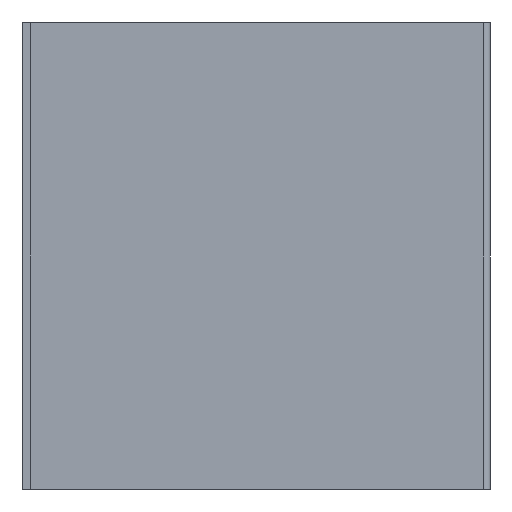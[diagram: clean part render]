
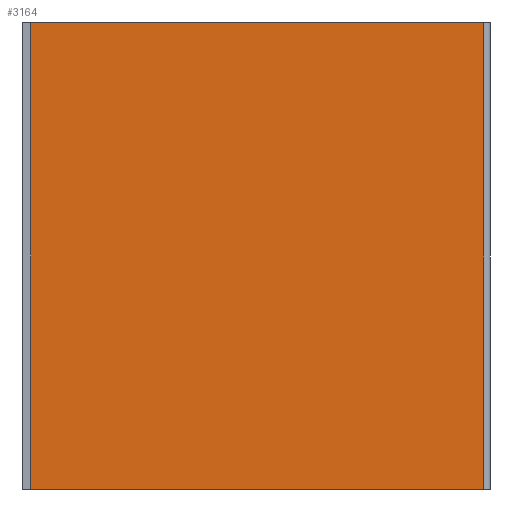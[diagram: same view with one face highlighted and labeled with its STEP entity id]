
A CAD part, left-side view. The second image highlights one B-rep face of the part: STEP entity #3164.
In plain terms, the highlighted planar face has unit normal (-1, 0, 0).
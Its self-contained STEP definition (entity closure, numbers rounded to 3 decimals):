
#223 = CARTESIAN_POINT ( 'NONE',  ( -0.1, 3.392, -0.01 ) ) ;
#263 = CARTESIAN_POINT ( 'NONE',  ( -0.1, -1.933, -5.49 ) ) ;
#623 = DIRECTION ( 'NONE',  ( 0., 0., 1. ) ) ;
#627 = FACE_OUTER_BOUND ( 'NONE', #1469, .T. ) ;
#656 = LINE ( 'NONE', #223, #3425 ) ;
#666 = ORIENTED_EDGE ( 'NONE', *, *, #966, .F. ) ;
#682 = CARTESIAN_POINT ( 'NONE',  ( -0.1, -1.933, -0.01 ) ) ;
#966 = EDGE_CURVE ( 'NONE', #3745, #2565, #2270, .T. ) ;
#1005 = CARTESIAN_POINT ( 'NONE',  ( -0.1, -1.933, -0.01 ) ) ;
#1169 = DIRECTION ( 'NONE',  ( 1., 0., 0. ) ) ;
#1184 = ORIENTED_EDGE ( 'NONE', *, *, #4063, .F. ) ;
#1297 = EDGE_CURVE ( 'NONE', #2374, #2565, #4142, .T. ) ;
#1357 = CARTESIAN_POINT ( 'NONE',  ( -0.1, 3.392, -0.01 ) ) ;
#1469 = EDGE_LOOP ( 'NONE', ( #3005, #3104, #666, #1184 ) ) ;
#1867 = CARTESIAN_POINT ( 'NONE',  ( -0.1, -2.008, -5.49 ) ) ;
#1987 = CARTESIAN_POINT ( 'NONE',  ( -0.1, -2.008, -0.01 ) ) ;
#2145 = PLANE ( 'NONE',  #3280 ) ;
#2159 = VECTOR ( 'NONE', #2761, 1000. ) ;
#2270 = LINE ( 'NONE', #1987, #2159 ) ;
#2374 = VERTEX_POINT ( 'NONE', #263 ) ;
#2496 = DIRECTION ( 'NONE',  ( 0., 0., 1. ) ) ;
#2565 = VERTEX_POINT ( 'NONE', #1005 ) ;
#2646 = LINE ( 'NONE', #1867, #3936 ) ;
#2761 = DIRECTION ( 'NONE',  ( 0., -1., 0. ) ) ;
#2798 = VERTEX_POINT ( 'NONE', #3479 ) ;
#3005 = ORIENTED_EDGE ( 'NONE', *, *, #4126, .F. ) ;
#3104 = ORIENTED_EDGE ( 'NONE', *, *, #1297, .T. ) ;
#3164 = ADVANCED_FACE ( 'NONE', ( #627 ), #2145, .F. ) ;
#3166 = CARTESIAN_POINT ( 'NONE',  ( -0.1, 0., 0. ) ) ;
#3262 = VECTOR ( 'NONE', #623, 1000. ) ;
#3280 = AXIS2_PLACEMENT_3D ( 'NONE', #3166, #1169, #2496 ) ;
#3425 = VECTOR ( 'NONE', #3916, 1000. ) ;
#3479 = CARTESIAN_POINT ( 'NONE',  ( -0.1, 3.392, -5.49 ) ) ;
#3566 = DIRECTION ( 'NONE',  ( 0., 1., 0. ) ) ;
#3745 = VERTEX_POINT ( 'NONE', #1357 ) ;
#3916 = DIRECTION ( 'NONE',  ( 0., 0., 1. ) ) ;
#3936 = VECTOR ( 'NONE', #3566, 1000. ) ;
#4063 = EDGE_CURVE ( 'NONE', #2798, #3745, #656, .T. ) ;
#4126 = EDGE_CURVE ( 'NONE', #2374, #2798, #2646, .T. ) ;
#4142 = LINE ( 'NONE', #682, #3262 ) ;
